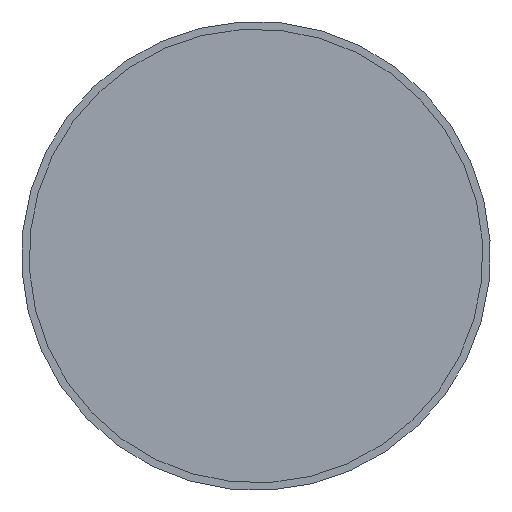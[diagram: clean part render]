
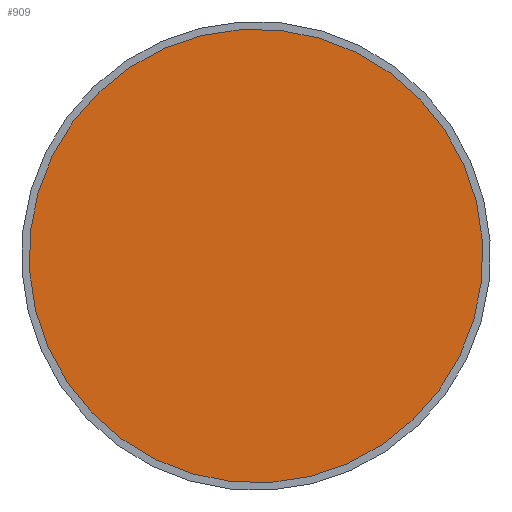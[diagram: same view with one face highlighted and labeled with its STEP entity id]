
A CAD part, front view. The second image highlights one B-rep face of the part: STEP entity #909.
In plain terms, the highlighted planar face has unit normal (0, -1, 0).
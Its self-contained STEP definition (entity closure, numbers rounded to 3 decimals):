
#136=FACE_OUTER_BOUND('',#189,.T.);
#189=EDGE_LOOP('',(#656,#657));
#273=CIRCLE('',#1025,30.);
#274=CIRCLE('',#1026,30.);
#360=VERTEX_POINT('',#1522);
#361=VERTEX_POINT('',#1523);
#467=EDGE_CURVE('',#360,#361,#273,.T.);
#468=EDGE_CURVE('',#361,#360,#274,.T.);
#656=ORIENTED_EDGE('',*,*,#467,.T.);
#657=ORIENTED_EDGE('',*,*,#468,.T.);
#831=PLANE('',#1027);
#909=ADVANCED_FACE('',(#136),#831,.T.);
#1025=AXIS2_PLACEMENT_3D('',#1524,#1237,#1238);
#1026=AXIS2_PLACEMENT_3D('',#1525,#1239,#1240);
#1027=AXIS2_PLACEMENT_3D('',#1527,#1242,#1243);
#1237=DIRECTION('center_axis',(0.,-1.,0.));
#1238=DIRECTION('ref_axis',(0.831,0.,0.556));
#1239=DIRECTION('center_axis',(0.,-1.,0.));
#1240=DIRECTION('ref_axis',(0.831,0.,0.556));
#1242=DIRECTION('center_axis',(0.,-1.,0.));
#1243=DIRECTION('ref_axis',(0.556,0.,-0.831));
#1522=CARTESIAN_POINT('',(24.934,-43.077,16.682));
#1523=CARTESIAN_POINT('',(-24.934,-43.077,-16.682));
#1524=CARTESIAN_POINT('Origin',(0.,-43.077,
0.));
#1525=CARTESIAN_POINT('Origin',(0.,-43.077,
0.));
#1527=CARTESIAN_POINT('Origin',(12.467,-43.077,8.341));
